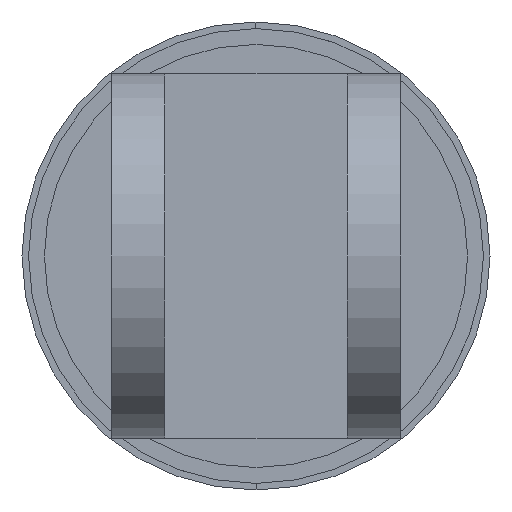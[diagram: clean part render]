
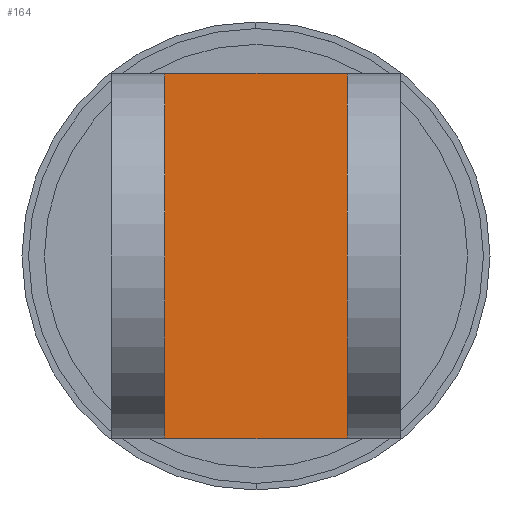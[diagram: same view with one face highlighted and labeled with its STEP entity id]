
A CAD part, left-side view. The second image highlights one B-rep face of the part: STEP entity #164.
In plain terms, the highlighted planar face has unit normal (-1, 0, 0).
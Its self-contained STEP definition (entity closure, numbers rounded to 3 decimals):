
#164=ADVANCED_FACE('',(#706),#705,.T.);
#705=PLANE('',#1881);
#706=FACE_OUTER_BOUND('',#1882,.T.);
#1878=CARTESIAN_POINT('',(-75.401,-6.6,171.019));
#1879=DIRECTION('',(-1.,0.,0.));
#1880=DIRECTION('',(0.,0.,1.));
#1881=AXIS2_PLACEMENT_3D('',#1878,#1879,#1880);
#1882=EDGE_LOOP('',(#2205,#2206,#2207,#2208));
#2205=ORIENTED_EDGE('',*,*,#2411,.F.);
#2206=ORIENTED_EDGE('',*,*,#2401,.F.);
#2207=ORIENTED_EDGE('',*,*,#2410,.T.);
#2208=ORIENTED_EDGE('',*,*,#2412,.T.);
#2401=EDGE_CURVE('',#3340,#3333,#3347,.T.);
#2410=EDGE_CURVE('',#3340,#3399,#3406,.T.);
#2411=EDGE_CURVE('',#3333,#3412,#3413,.T.);
#2412=EDGE_CURVE('',#3399,#3412,#3419,.T.);
#3333=VERTEX_POINT('',#4091);
#3340=VERTEX_POINT('',#4095);
#3347=LINE('',#4099,#4100);
#3399=VERTEX_POINT('',#4132);
#3406=LINE('',#4136,#4137);
#3412=VERTEX_POINT('',#4139);
#3413=LINE('',#4140,#4141);
#3419=LINE('',#4143,#4144);
#4091=CARTESIAN_POINT('',(-75.401,-5.5,173.219));
#4095=CARTESIAN_POINT('',(-75.401,-5.5,195.219));
#4099=CARTESIAN_POINT('',(-75.401,-5.5,195.219));
#4100=VECTOR('',#4101,22.);
#4101=DIRECTION('',(0.,0.,-1.));
#4132=CARTESIAN_POINT('',(-75.401,5.5,195.219));
#4136=CARTESIAN_POINT('',(-75.401,-5.5,195.219));
#4137=VECTOR('',#4138,11.);
#4138=DIRECTION('',(0.,1.,0.));
#4139=CARTESIAN_POINT('',(-75.401,5.5,173.219));
#4140=CARTESIAN_POINT('',(-75.401,-5.5,173.219));
#4141=VECTOR('',#4142,11.);
#4142=DIRECTION('',(0.,1.,0.));
#4143=CARTESIAN_POINT('',(-75.401,5.5,195.219));
#4144=VECTOR('',#4145,22.);
#4145=DIRECTION('',(0.,0.,-1.));
